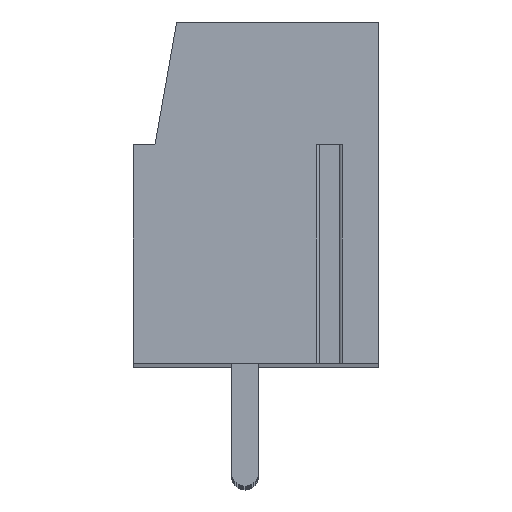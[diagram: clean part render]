
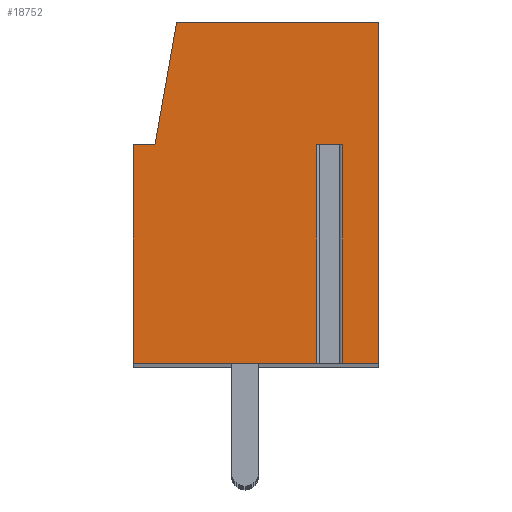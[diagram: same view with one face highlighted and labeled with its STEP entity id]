
A CAD part, top view. The second image highlights one B-rep face of the part: STEP entity #18752.
In plain terms, the highlighted planar face has unit normal (0, 0, 1).
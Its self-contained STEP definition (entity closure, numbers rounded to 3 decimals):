
#437=DIRECTION('',(-1.,0.,0.));
#438=VECTOR('',#437,0.958);
#439=CARTESIAN_POINT('',(3.179,1.75,82.5));
#440=LINE('',#439,#438);
#441=DIRECTION('',(0.,-1.,0.));
#442=VECTOR('',#441,8.);
#443=CARTESIAN_POINT('',(2.221,1.75,82.5));
#444=LINE('',#443,#442);
#445=DIRECTION('',(1.,0.,0.));
#446=VECTOR('',#445,6.721);
#447=CARTESIAN_POINT('',(-4.5,-6.25,82.5));
#448=LINE('',#447,#446);
#449=DIRECTION('',(0.,-1.,0.));
#450=VECTOR('',#449,8.);
#451=CARTESIAN_POINT('',(-4.5,1.75,82.5));
#452=LINE('',#451,#450);
#453=DIRECTION('',(-1.,0.,0.));
#454=VECTOR('',#453,0.8);
#455=CARTESIAN_POINT('',(-3.7,1.75,82.5));
#456=LINE('',#455,#454);
#457=DIRECTION('',(-0.174,-0.985,0.));
#458=VECTOR('',#457,4.569);
#459=CARTESIAN_POINT('',(-2.907,6.25,82.5));
#460=LINE('',#459,#458);
#461=DIRECTION('',(-1.,0.,0.));
#462=VECTOR('',#461,7.407);
#463=CARTESIAN_POINT('',(4.5,6.25,82.5));
#464=LINE('',#463,#462);
#465=DIRECTION('',(0.,1.,0.));
#466=VECTOR('',#465,12.5);
#467=CARTESIAN_POINT('',(4.5,-6.25,82.5));
#468=LINE('',#467,#466);
#469=DIRECTION('',(1.,0.,0.));
#470=VECTOR('',#469,1.321);
#471=CARTESIAN_POINT('',(3.179,-6.25,82.5));
#472=LINE('',#471,#470);
#473=DIRECTION('',(0.,-1.,0.));
#474=VECTOR('',#473,8.);
#475=CARTESIAN_POINT('',(3.179,1.75,82.5));
#476=LINE('',#475,#474);
#14347=CARTESIAN_POINT('',(4.5,-6.25,82.5));
#14348=CARTESIAN_POINT('',(4.5,6.25,82.5));
#14349=VERTEX_POINT('',#14347);
#14350=VERTEX_POINT('',#14348);
#14351=CARTESIAN_POINT('',(-2.907,6.25,82.5));
#14352=VERTEX_POINT('',#14351);
#14353=CARTESIAN_POINT('',(-3.7,1.75,82.5));
#14354=VERTEX_POINT('',#14353);
#14355=CARTESIAN_POINT('',(-4.5,1.75,82.5));
#14356=VERTEX_POINT('',#14355);
#14357=CARTESIAN_POINT('',(-4.5,-6.25,82.5));
#14358=VERTEX_POINT('',#14357);
#14403=CARTESIAN_POINT('',(3.179,1.75,82.5));
#14404=CARTESIAN_POINT('',(2.221,1.75,82.5));
#14405=VERTEX_POINT('',#14403);
#14406=VERTEX_POINT('',#14404);
#14407=CARTESIAN_POINT('',(3.179,-6.25,82.5));
#14408=VERTEX_POINT('',#14407);
#14409=CARTESIAN_POINT('',(2.221,-6.25,82.5));
#14410=VERTEX_POINT('',#14409);
#18728=CARTESIAN_POINT('',(0.,0.,82.5));
#18729=DIRECTION('',(0.,0.,1.));
#18730=DIRECTION('',(1.,0.,0.));
#18731=AXIS2_PLACEMENT_3D('',#18728,#18729,#18730);
#18732=PLANE('',#18731);
#18734=ORIENTED_EDGE('',*,*,#18733,.T.);
#18735=ORIENTED_EDGE('',*,*,#18719,.T.);
#18736=ORIENTED_EDGE('',*,*,#18490,.F.);
#18738=ORIENTED_EDGE('',*,*,#18737,.F.);
#18740=ORIENTED_EDGE('',*,*,#18739,.F.);
#18742=ORIENTED_EDGE('',*,*,#18741,.F.);
#18744=ORIENTED_EDGE('',*,*,#18743,.F.);
#18746=ORIENTED_EDGE('',*,*,#18745,.F.);
#18747=ORIENTED_EDGE('',*,*,#18469,.F.);
#18749=ORIENTED_EDGE('',*,*,#18748,.F.);
#18750=EDGE_LOOP('',(#18734,#18735,#18736,#18738,#18740,#18742,#18744,#18746,
#18747,#18749));
#18751=FACE_OUTER_BOUND('',#18750,.F.);
#18469=EDGE_CURVE('',#14408,#14349,#472,.T.);
#18490=EDGE_CURVE('',#14358,#14410,#448,.T.);
#18719=EDGE_CURVE('',#14406,#14410,#444,.T.);
#18733=EDGE_CURVE('',#14405,#14406,#440,.T.);
#18737=EDGE_CURVE('',#14356,#14358,#452,.T.);
#18739=EDGE_CURVE('',#14354,#14356,#456,.T.);
#18741=EDGE_CURVE('',#14352,#14354,#460,.T.);
#18743=EDGE_CURVE('',#14350,#14352,#464,.T.);
#18745=EDGE_CURVE('',#14349,#14350,#468,.T.);
#18748=EDGE_CURVE('',#14405,#14408,#476,.T.);
#18752=ADVANCED_FACE('',(#18751),#18732,.T.);
